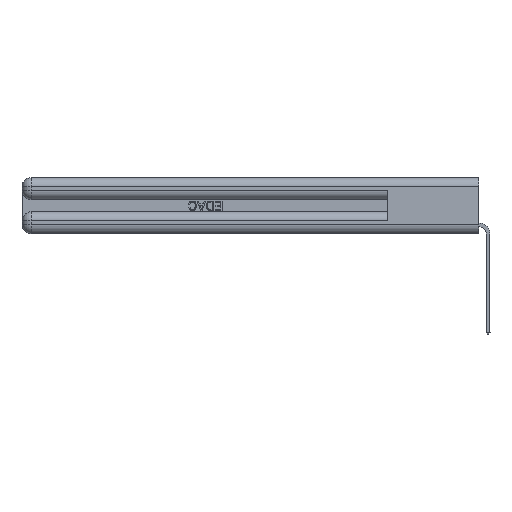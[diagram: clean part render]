
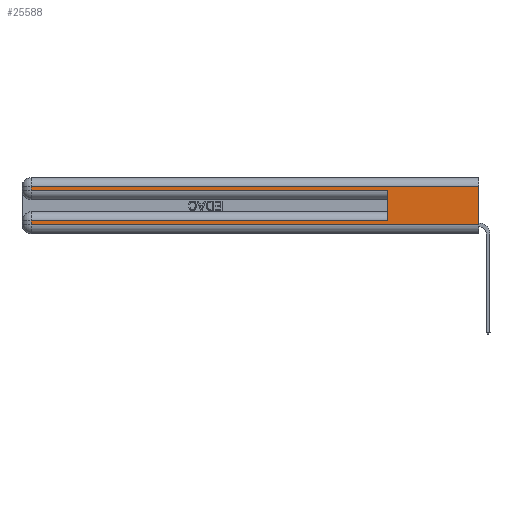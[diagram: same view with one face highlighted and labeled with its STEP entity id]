
A CAD part, left-side view. The second image highlights one B-rep face of the part: STEP entity #25588.
In plain terms, the highlighted planar face has unit normal (-1, 0, 0).
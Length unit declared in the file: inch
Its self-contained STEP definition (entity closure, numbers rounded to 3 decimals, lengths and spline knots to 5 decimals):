
#873 = LINE ( 'NONE', #22814, #25154 ) ;
#1048 = VERTEX_POINT ( 'NONE', #10780 ) ;
#1723 = DIRECTION ( 'NONE',  ( 0., 0., 1. ) ) ;
#2087 = CARTESIAN_POINT ( 'NONE',  ( 0., 2.94, 0.085 ) ) ;
#2223 = DIRECTION ( 'NONE',  ( 0., 0., -1. ) ) ;
#2758 = CARTESIAN_POINT ( 'NONE',  ( 0., 2.94, 0.37 ) ) ;
#3180 = AXIS2_PLACEMENT_3D ( 'NONE', #20472, #6375, #22833 ) ;
#3341 = LINE ( 'NONE', #27834, #15131 ) ;
#3920 = VERTEX_POINT ( 'NONE', #13165 ) ;
#4122 = EDGE_CURVE ( 'NONE', #8536, #16745, #27121, .T. ) ;
#4737 = LINE ( 'NONE', #24288, #10281 ) ;
#5716 = EDGE_CURVE ( 'NONE', #22727, #19245, #873, .T. ) ;
#5890 = ORIENTED_EDGE ( 'NONE', *, *, #7301, .T. ) ;
#6360 = DIRECTION ( 'NONE',  ( 0., 0., -1. ) ) ;
#6375 = DIRECTION ( 'NONE',  ( 1., 0., 0. ) ) ;
#7301 = EDGE_CURVE ( 'NONE', #8536, #22727, #3341, .T. ) ;
#8328 = VECTOR ( 'NONE', #2223, 39.37008 ) ;
#8536 = VERTEX_POINT ( 'NONE', #13690 ) ;
#8659 = PLANE ( 'NONE',  #3180 ) ;
#8875 = EDGE_CURVE ( 'NONE', #18253, #1048, #28303, .T. ) ;
#8950 = LINE ( 'NONE', #2758, #27729 ) ;
#10281 = VECTOR ( 'NONE', #26480, 39.37008 ) ;
#10456 = EDGE_CURVE ( 'NONE', #19245, #1048, #4737, .T. ) ;
#10780 = CARTESIAN_POINT ( 'NONE',  ( 0., 0.6, 0.285 ) ) ;
#11878 = DIRECTION ( 'NONE',  ( 0., 1., 0. ) ) ;
#12182 = ORIENTED_EDGE ( 'NONE', *, *, #19905, .T. ) ;
#12427 = CARTESIAN_POINT ( 'NONE',  ( 0., 2.94, 0.31 ) ) ;
#13165 = CARTESIAN_POINT ( 'NONE',  ( 0., 2.94, 0.06 ) ) ;
#13337 = EDGE_LOOP ( 'NONE', ( #23440, #5890, #13571, #26829, #18062, #15420, #22009, #12182 ) ) ;
#13571 = ORIENTED_EDGE ( 'NONE', *, *, #5716, .T. ) ;
#13617 = EDGE_CURVE ( 'NONE', #15092, #3920, #8950, .T. ) ;
#13690 = CARTESIAN_POINT ( 'NONE',  ( 0., 0., 0.31 ) ) ;
#14486 = DIRECTION ( 'NONE',  ( 0., 0., -1. ) ) ;
#14880 = CARTESIAN_POINT ( 'NONE',  ( 0., 0., 0.06 ) ) ;
#15092 = VERTEX_POINT ( 'NONE', #2087 ) ;
#15131 = VECTOR ( 'NONE', #30131, 39.37008 ) ;
#15155 = VECTOR ( 'NONE', #11878, 39.37008 ) ;
#15177 = EDGE_CURVE ( 'NONE', #18253, #15092, #27675, .T. ) ;
#15420 = ORIENTED_EDGE ( 'NONE', *, *, #15177, .T. ) ;
#16327 = CARTESIAN_POINT ( 'NONE',  ( 0., 0., 0.37 ) ) ;
#16745 = VERTEX_POINT ( 'NONE', #14880 ) ;
#16975 = DIRECTION ( 'NONE',  ( 0., -1., 0. ) ) ;
#17069 = CARTESIAN_POINT ( 'NONE',  ( 0., 0., 0.06 ) ) ;
#18062 = ORIENTED_EDGE ( 'NONE', *, *, #8875, .F. ) ;
#18253 = VERTEX_POINT ( 'NONE', #25095 ) ;
#18658 = FACE_OUTER_BOUND ( 'NONE', #13337, .T. ) ;
#19245 = VERTEX_POINT ( 'NONE', #21757 ) ;
#19905 = EDGE_CURVE ( 'NONE', #3920, #16745, #20541, .T. ) ;
#20472 = CARTESIAN_POINT ( 'NONE',  ( 0., 0., 0.37 ) ) ;
#20541 = LINE ( 'NONE', #17069, #26824 ) ;
#21757 = CARTESIAN_POINT ( 'NONE',  ( 0., 2.94, 0.285 ) ) ;
#22009 = ORIENTED_EDGE ( 'NONE', *, *, #13617, .T. ) ;
#22077 = VECTOR ( 'NONE', #1723, 39.37008 ) ;
#22727 = VERTEX_POINT ( 'NONE', #12427 ) ;
#22814 = CARTESIAN_POINT ( 'NONE',  ( 0., 2.94, 0.37 ) ) ;
#22833 = DIRECTION ( 'NONE',  ( 0., 0., -1. ) ) ;
#23440 = ORIENTED_EDGE ( 'NONE', *, *, #4122, .F. ) ;
#23601 = CARTESIAN_POINT ( 'NONE',  ( 0., 0., 0.085 ) ) ;
#24288 = CARTESIAN_POINT ( 'NONE',  ( 0., 0., 0.285 ) ) ;
#25095 = CARTESIAN_POINT ( 'NONE',  ( 0., 0.6, 0.085 ) ) ;
#25154 = VECTOR ( 'NONE', #6360, 39.37008 ) ;
#25588 = ADVANCED_FACE ( 'NONE', ( #18658 ), #8659, .F. ) ;
#26480 = DIRECTION ( 'NONE',  ( 0., -1., 0. ) ) ;
#26824 = VECTOR ( 'NONE', #16975, 39.37008 ) ;
#26829 = ORIENTED_EDGE ( 'NONE', *, *, #10456, .T. ) ;
#27121 = LINE ( 'NONE', #16327, #8328 ) ;
#27675 = LINE ( 'NONE', #23601, #15155 ) ;
#27729 = VECTOR ( 'NONE', #14486, 39.37008 ) ;
#27834 = CARTESIAN_POINT ( 'NONE',  ( 0., 0., 0.31 ) ) ;
#28303 = LINE ( 'NONE', #29851, #22077 ) ;
#29851 = CARTESIAN_POINT ( 'NONE',  ( 0., 0.6, 0.145 ) ) ;
#30131 = DIRECTION ( 'NONE',  ( 0., 1., 0. ) ) ;
